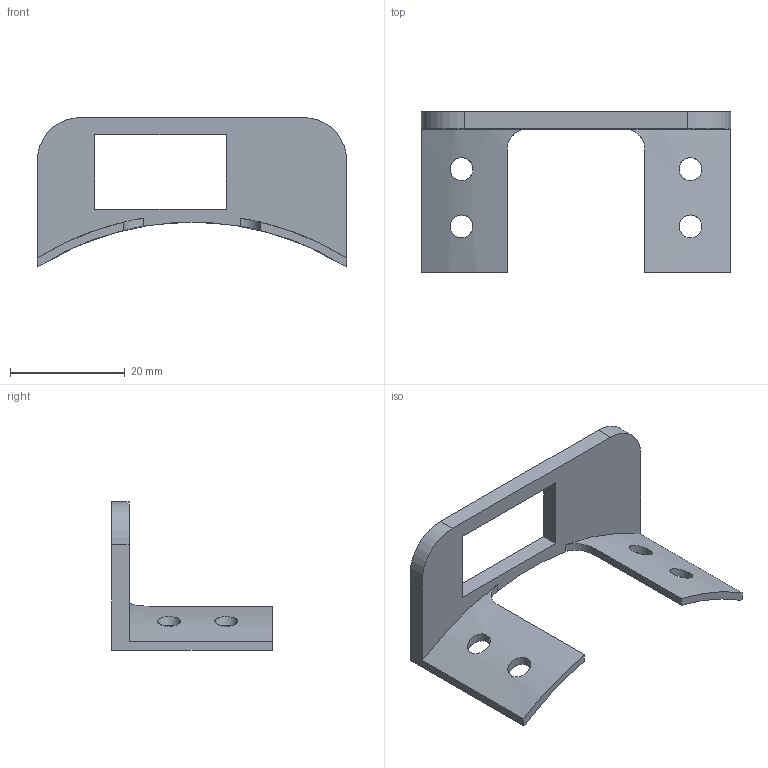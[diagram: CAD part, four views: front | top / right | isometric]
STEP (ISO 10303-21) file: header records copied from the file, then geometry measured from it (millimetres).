
FILE_DESCRIPTION(/* description */ (''),/* implementation_level */ '2;1');
FILE_NAME(/* name */ 'SUPPORT_SERVO v1.step',/* time_stamp */ '2021-01-19T18:17:29+01:00',/* author */ (''),/* organization */ (''),/* preprocessor_version */ 'ST-DEVELOPER v18.1',/* originating_system */ 'Autodesk Translation Framework v9.7.0.1280',/* authorisation */ '');
FILE_SCHEMA (('AUTOMOTIVE_DESIGN { 1 0 10303 214 3 1 1 }'));
Length unit declared in the file: millimetre
Products named in the file (1): SUPPORT_SERVO
Bounding box: 54 x 28 x 26 mm (x, y, z)
Volume: 3474.3 mm3; surface area: 4038.7 mm2
Topology: 1 solids, 1 shells, 26 faces, 76 edges, 52 vertices
Faces by surface type: plane 15, cylinder 11
Full cylindrical faces by diameter (mm): 4 x4
Entity records: 1189 total; most frequent: CARTESIAN_POINT 459, ORIENTED_EDGE 152, DIRECTION 126, EDGE_CURVE 76, VERTEX_POINT 52, LINE 48, VECTOR 48, AXIS2_PLACEMENT_3D 39
